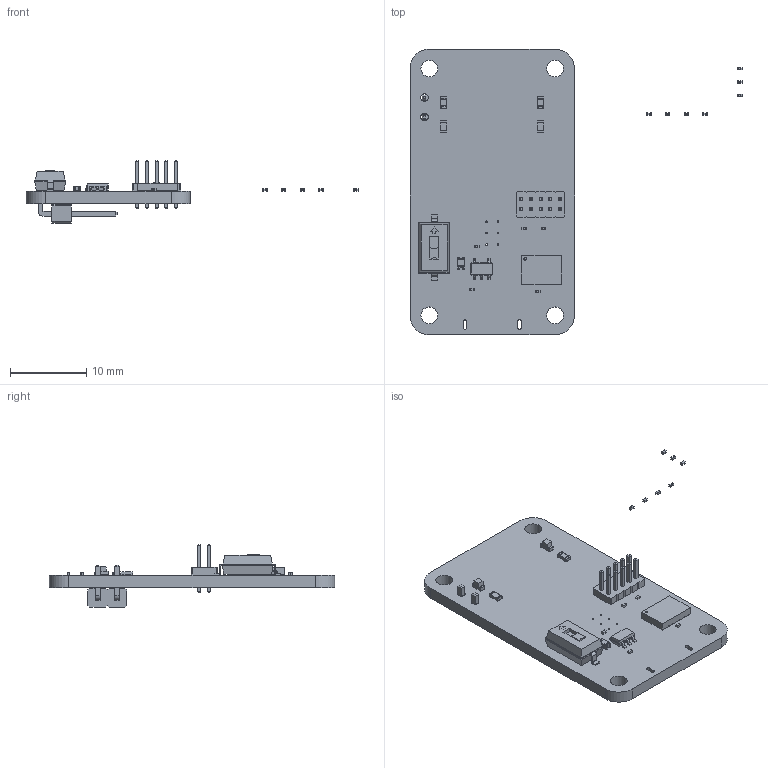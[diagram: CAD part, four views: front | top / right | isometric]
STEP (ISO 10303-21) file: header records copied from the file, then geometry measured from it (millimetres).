
FILE_DESCRIPTION(('KiCad electronic assembly'),'2;1');
FILE_NAME('updog.step','2020-06-12T17:25:22',('An Author'),('A Company') ,'Open CASCADE STEP processor 6.9','KiCad to STEP converter','Unknown' );
FILE_SCHEMA(('AUTOMOTIVE_DESIGN { 1 0 10303 214 1 1 1 1 }'));
Length unit declared in the file: millimetre
Products named in the file (20): Open CASCADE STEP translator 6.9 1; C_0201_0603Metric; SOLID; PinHeader_2x05_P1.27mm_Vertical; PinHeader_1x02_P2.54mm_Horizontal; R_0603_1608Metric; LED_0603_1608Metric; SW_DIP_SPSTx01_Slide_6.7x4.1mm_W8.61mm_P2.54mm_LowProfile; D_0603_1608Metric; TSOT-23-5; LGA-28_5.2x3.8mm_P0.5mm; COMPOUND
Assembly tree (32 placements, depth 3):
  Open CASCADE STEP translator 6.9 1
    C_0201_0603Metric  x12
      SOLID
    PinHeader_2x05_P1.27mm_Vertical
      SOLID
    PinHeader_1x02_P2.54mm_Horizontal
      SOLID
    R_0603_1608Metric  x2
      SOLID
    LED_0603_1608Metric  x2
      SOLID
    SW_DIP_SPSTx01_Slide_6.7x4.1mm_W8.61mm_P2.54mm_LowProfile
      SOLID
    D_0603_1608Metric
      SOLID
    TSOT-23-5
      SOLID
    LGA-28_5.2x3.8mm_P0.5mm
      SOLID
    COMPOUND
Bounding box: 43.57 x 37.47 x 8.24 mm (x, y, z)
Volume: 1411.1 mm3; surface area: 2344.3 mm2
Topology: 23 solids, 23 shells, 1160 faces, 2915 edges, 1883 vertices
Faces by surface type: plane 864, cylinder 253, bspline 43
Full cylindrical faces by diameter (mm): 0.2 x6, 0.35 x1, 0.65 x10, 1 x2, 2.2 x4
Entity records: 53698 total; most frequent: CARTESIAN_POINT 8966, DIRECTION 7272, LINE 5203, VECTOR 5203, ORIENTED_EDGE 3844, PCURVE 3844, DEFINITIONAL_REPRESENTATION 3844, EDGE_CURVE 1922
